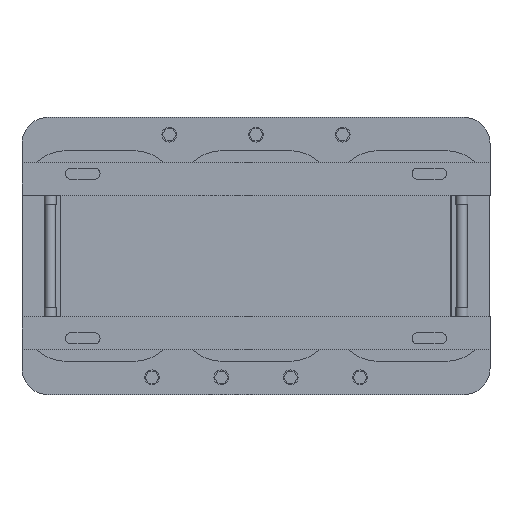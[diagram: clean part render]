
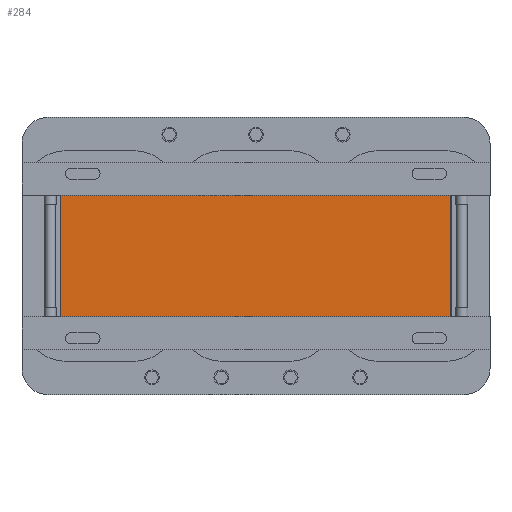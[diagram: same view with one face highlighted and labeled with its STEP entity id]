
A CAD part, front view. The second image highlights one B-rep face of the part: STEP entity #284.
In plain terms, the highlighted planar face has unit normal (0, -1, 0).
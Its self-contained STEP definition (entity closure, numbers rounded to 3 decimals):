
#5=DIRECTION('',(1.,0.,0.));
#6=VECTOR('',#5,450.);
#7=CARTESIAN_POINT('',(-225.,-202.5,-70.));
#8=LINE('',#7,#6);
#57=DIRECTION('',(0.,0.,1.));
#58=VECTOR('',#57,140.);
#59=CARTESIAN_POINT('',(225.,-202.5,-70.));
#60=LINE('',#59,#58);
#61=DIRECTION('',(0.,0.,1.));
#62=VECTOR('',#61,140.);
#63=CARTESIAN_POINT('',(-225.,-202.5,-70.));
#64=LINE('',#63,#62);
#77=DIRECTION('',(1.,0.,0.));
#78=VECTOR('',#77,450.);
#79=CARTESIAN_POINT('',(-225.,-202.5,70.));
#80=LINE('',#79,#78);
#146=CARTESIAN_POINT('',(-225.,-202.5,-70.));
#148=VERTEX_POINT('',#146);
#149=CARTESIAN_POINT('',(225.,-202.5,-70.));
#150=VERTEX_POINT('',#149);
#170=CARTESIAN_POINT('',(-225.,-202.5,70.));
#172=VERTEX_POINT('',#170);
#173=CARTESIAN_POINT('',(225.,-202.5,70.));
#174=VERTEX_POINT('',#173);
#272=CARTESIAN_POINT('',(-225.,-202.5,-70.));
#273=DIRECTION('',(0.,-1.,0.));
#274=DIRECTION('',(1.,0.,0.));
#275=AXIS2_PLACEMENT_3D('',#272,#273,#274);
#276=PLANE('',#275);
#277=ORIENTED_EDGE('',*,*,#200,.F.);
#278=ORIENTED_EDGE('',*,*,#239,.T.);
#280=ORIENTED_EDGE('',*,*,#279,.T.);
#281=ORIENTED_EDGE('',*,*,#264,.F.);
#282=EDGE_LOOP('',(#277,#278,#280,#281));
#283=FACE_OUTER_BOUND('',#282,.F.);
#200=EDGE_CURVE('',#148,#150,#8,.T.);
#239=EDGE_CURVE('',#148,#172,#64,.T.);
#264=EDGE_CURVE('',#150,#174,#60,.T.);
#279=EDGE_CURVE('',#172,#174,#80,.T.);
#284=ADVANCED_FACE('',(#283),#276,.T.);
